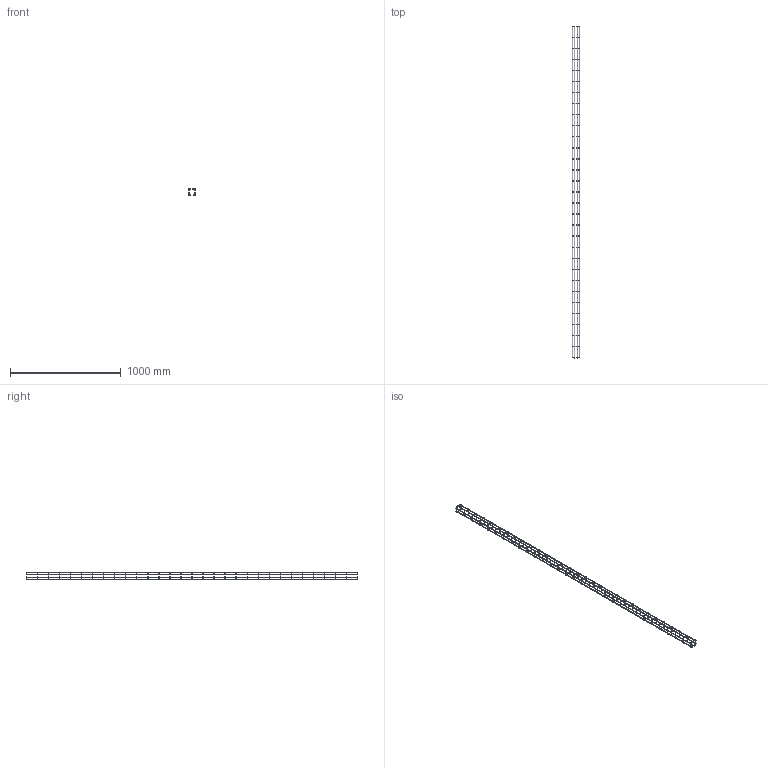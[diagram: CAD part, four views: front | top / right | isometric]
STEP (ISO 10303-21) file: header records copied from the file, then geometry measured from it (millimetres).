
FILE_DESCRIPTION((''),'2;1');
FILE_NAME('910206_PRT','2018-11-07T13:24:55',('tomasz.grudniewski'),(''),'CREO PARAMETRIC BY PTC INC, 2018260','CREO PARAMETRIC BY PTC INC, 2018260','');
FILE_SCHEMA(('CONFIG_CONTROL_DESIGN'));
Length unit declared in the file: millimetre
Products named in the file (1): 910206_PRT
Bounding box: 69 x 3004 x 69 mm (x, y, z)
Volume: 376526.4 mm3; surface area: 377318.5 mm2
Topology: 39 solids, 39 shells, 808 faces, 1538 edges, 808 vertices
Faces by surface type: cylinder 326, torus 248, bspline 124, plane 78, cone 32
Entity records: 34160 total; most frequent: CARTESIAN_POINT 18406, DIRECTION 3466, ORIENTED_EDGE 3076, EDGE_CURVE 1538, AXIS2_PLACEMENT_3D 1492, VERTEX_POINT 808, EDGE_LOOP 808, FACE_OUTER_BOUND 808
